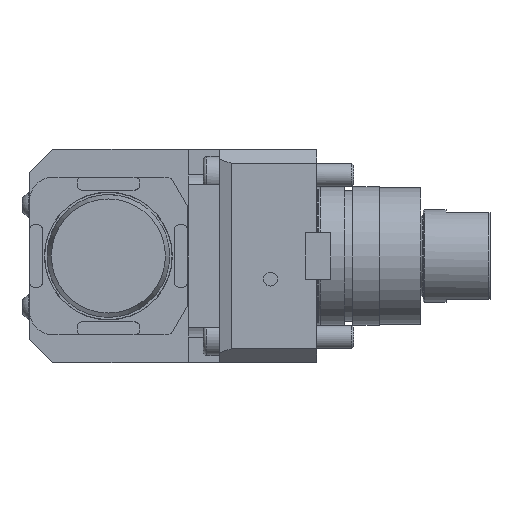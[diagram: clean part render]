
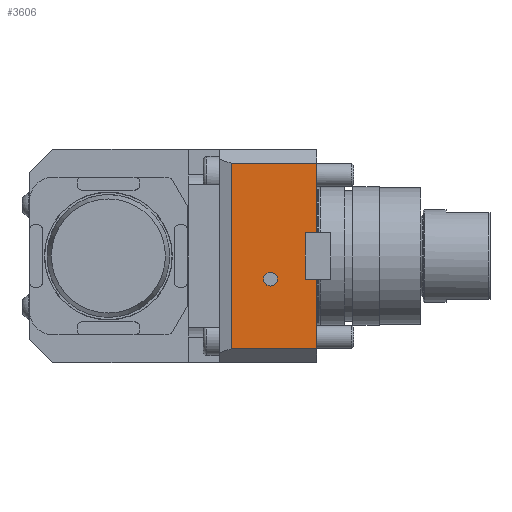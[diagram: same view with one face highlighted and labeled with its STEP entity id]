
A CAD part, left-side view. The second image highlights one B-rep face of the part: STEP entity #3606.
In plain terms, the highlighted planar face has unit normal (-1, 0, 0).
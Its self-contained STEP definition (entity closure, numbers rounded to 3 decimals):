
#181 = LINE ( 'NONE', #25248, #14548 ) ;
#217 = DIRECTION ( 'NONE',  ( 0., -1., 0. ) ) ;
#770 = CIRCLE ( 'NONE', #4244, 3. ) ;
#1563 = DIRECTION ( 'NONE',  ( 0., -1., 0. ) ) ;
#2281 = EDGE_CURVE ( 'NONE', #25221, #10903, #19910, .T. ) ;
#2589 = ORIENTED_EDGE ( 'NONE', *, *, #2281, .F. ) ;
#3478 = CARTESIAN_POINT ( 'NONE',  ( -50., 65., -7. ) ) ;
#3592 = VERTEX_POINT ( 'NONE', #27005 ) ;
#3606 = ADVANCED_FACE ( 'Defeature completata1_60', ( #23211, #22658 ), #3845, .T. ) ;
#3845 = PLANE ( 'NONE',  #22232 ) ;
#4026 = VECTOR ( 'NONE', #217, 1000. ) ;
#4244 = AXIS2_PLACEMENT_3D ( 'NONE', #16706, #15312, #4871 ) ;
#4261 = CARTESIAN_POINT ( 'NONE',  ( -50., 0., 46. ) ) ;
#4523 = VECTOR ( 'NONE', #7880, 1000. ) ;
#4744 = DIRECTION ( 'NONE',  ( 0., 0., 1. ) ) ;
#4796 = DIRECTION ( 'NONE',  ( 0., -1., 0. ) ) ;
#4871 = DIRECTION ( 'NONE',  ( 0., 0., 1. ) ) ;
#5098 = EDGE_CURVE ( 'NONE', #5929, #18103, #181, .T. ) ;
#5135 = ORIENTED_EDGE ( 'NONE', *, *, #10496, .T. ) ;
#5402 = CARTESIAN_POINT ( 'NONE',  ( -50., 0., 40. ) ) ;
#5500 = VECTOR ( 'NONE', #4796, 1000. ) ;
#5929 = VERTEX_POINT ( 'NONE', #9471 ) ;
#6584 = ORIENTED_EDGE ( 'NONE', *, *, #22788, .F. ) ;
#7508 = EDGE_LOOP ( 'NONE', ( #16259, #5135, #2589, #7881, #18567, #17700, #26538, #19120 ) ) ;
#7706 = CARTESIAN_POINT ( 'NONE',  ( -50., 0., -10. ) ) ;
#7876 = EDGE_CURVE ( 'NONE', #13755, #15457, #8909, .T. ) ;
#7880 = DIRECTION ( 'NONE',  ( 0., 0., 1. ) ) ;
#7881 = ORIENTED_EDGE ( 'NONE', *, *, #25447, .F. ) ;
#7928 = CARTESIAN_POINT ( 'NONE',  ( -50., 45., 40. ) ) ;
#8198 = EDGE_LOOP ( 'NONE', ( #6584 ) ) ;
#8577 = LINE ( 'NONE', #8856, #26172 ) ;
#8856 = CARTESIAN_POINT ( 'NONE',  ( -50., 45., 0. ) ) ;
#8909 = LINE ( 'NONE', #18925, #5500 ) ;
#9033 = VECTOR ( 'NONE', #1563, 1000. ) ;
#9471 = CARTESIAN_POINT ( 'NONE',  ( -50., 45., 10. ) ) ;
#10224 = CARTESIAN_POINT ( 'NONE',  ( -50., 82., -40. ) ) ;
#10496 = EDGE_CURVE ( 'NONE', #15457, #10903, #8577, .T. ) ;
#10859 = CARTESIAN_POINT ( 'NONE',  ( -50., 50., 10. ) ) ;
#10903 = VERTEX_POINT ( 'NONE', #20834 ) ;
#12866 = DIRECTION ( 'NONE',  ( 0., 0., -1. ) ) ;
#13755 = VERTEX_POINT ( 'NONE', #10224 ) ;
#13773 = EDGE_CURVE ( 'NONE', #15792, #5929, #25146, .T. ) ;
#13778 = VECTOR ( 'NONE', #12866, 1000. ) ;
#14548 = VECTOR ( 'NONE', #14854, 1000. ) ;
#14837 = CARTESIAN_POINT ( 'NONE',  ( -50., 50., -10. ) ) ;
#14854 = DIRECTION ( 'NONE',  ( 0., 0., 1. ) ) ;
#15312 = DIRECTION ( 'NONE',  ( -1., 0., 0. ) ) ;
#15457 = VERTEX_POINT ( 'NONE', #17776 ) ;
#15792 = VERTEX_POINT ( 'NONE', #10859 ) ;
#16080 = VECTOR ( 'NONE', #19576, 1000. ) ;
#16259 = ORIENTED_EDGE ( 'NONE', *, *, #7876, .T. ) ;
#16605 = DIRECTION ( 'NONE',  ( -1., 0., 0. ) ) ;
#16706 = CARTESIAN_POINT ( 'NONE',  ( -50., 65., -10. ) ) ;
#17280 = EDGE_CURVE ( 'NONE', #13755, #3592, #18705, .T. ) ;
#17700 = ORIENTED_EDGE ( 'NONE', *, *, #5098, .T. ) ;
#17776 = CARTESIAN_POINT ( 'NONE',  ( -50., 45., -40. ) ) ;
#18103 = VERTEX_POINT ( 'NONE', #7928 ) ;
#18567 = ORIENTED_EDGE ( 'NONE', *, *, #13773, .T. ) ;
#18705 = LINE ( 'NONE', #24618, #4523 ) ;
#18925 = CARTESIAN_POINT ( 'NONE',  ( -50., 0., -40. ) ) ;
#18932 = DIRECTION ( 'NONE',  ( 0., 0., 1. ) ) ;
#19120 = ORIENTED_EDGE ( 'NONE', *, *, #17280, .F. ) ;
#19576 = DIRECTION ( 'NONE',  ( 0., 1., 0. ) ) ;
#19910 = LINE ( 'NONE', #7706, #9033 ) ;
#20067 = VERTEX_POINT ( 'NONE', #3478 ) ;
#20834 = CARTESIAN_POINT ( 'NONE',  ( -50., 45., -10. ) ) ;
#20925 = CARTESIAN_POINT ( 'NONE',  ( -50., 50., 46. ) ) ;
#22232 = AXIS2_PLACEMENT_3D ( 'NONE', #4261, #16605, #18932 ) ;
#22655 = EDGE_CURVE ( 'NONE', #18103, #3592, #24727, .T. ) ;
#22658 = FACE_BOUND ( 'NONE', #8198, .T. ) ;
#22788 = EDGE_CURVE ( 'NONE', #20067, #20067, #770, .T. ) ;
#23014 = LINE ( 'NONE', #20925, #13778 ) ;
#23211 = FACE_OUTER_BOUND ( 'NONE', #7508, .T. ) ;
#23385 = CARTESIAN_POINT ( 'NONE',  ( -50., 0., 10. ) ) ;
#24618 = CARTESIAN_POINT ( 'NONE',  ( -50., 82., -46. ) ) ;
#24727 = LINE ( 'NONE', #5402, #16080 ) ;
#25146 = LINE ( 'NONE', #23385, #4026 ) ;
#25221 = VERTEX_POINT ( 'NONE', #14837 ) ;
#25248 = CARTESIAN_POINT ( 'NONE',  ( -50., 45., 0. ) ) ;
#25447 = EDGE_CURVE ( 'NONE', #15792, #25221, #23014, .T. ) ;
#26172 = VECTOR ( 'NONE', #4744, 1000. ) ;
#26538 = ORIENTED_EDGE ( 'NONE', *, *, #22655, .T. ) ;
#27005 = CARTESIAN_POINT ( 'NONE',  ( -50., 82., 40. ) ) ;
